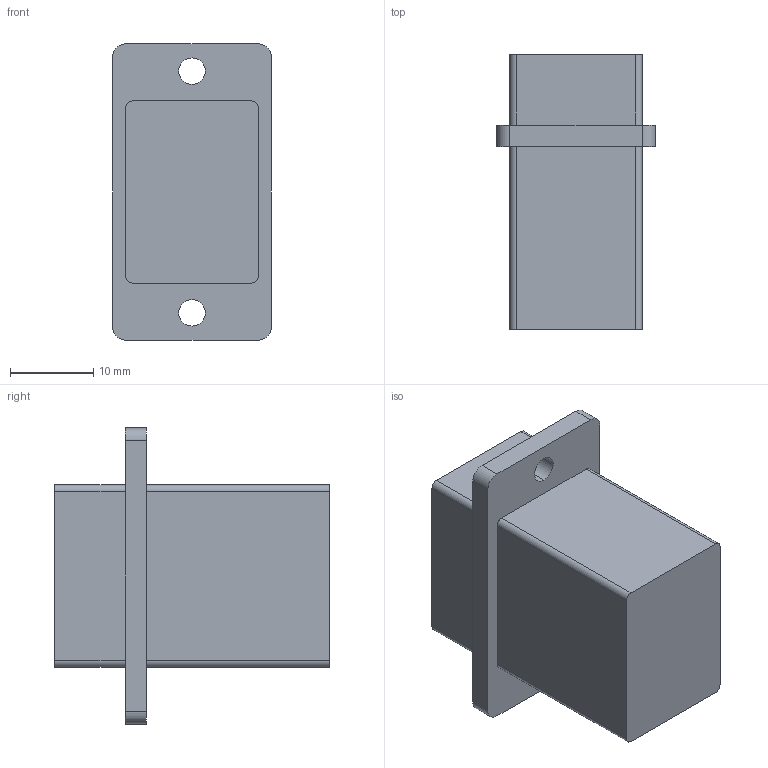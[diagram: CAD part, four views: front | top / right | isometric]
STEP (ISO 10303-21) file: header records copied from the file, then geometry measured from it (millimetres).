
FILE_DESCRIPTION (( 'STEP AP203' ), '1' );
FILE_NAME ('ECJ504-UB.STEP', '2010-12-14T15:07:49', ( 'x' ), ( 'Microsoft' ), 'SwSTEP 2.0', 'SolidWorks 2010', '' );
FILE_SCHEMA (( 'CONFIG_CONTROL_DESIGN' ));
Length unit declared in the file: inch
Products named in the file (1): ECJ504-UB
Bounding box: 19.05 x 33.02 x 35.56 mm (x, y, z)
Volume: 11675.1 mm3; surface area: 4465.4 mm2
Topology: 1 solids, 1 shells, 172 faces, 446 edges, 296 vertices
Faces by surface type: plane 114, cylinder 30, bspline 28
Entity records: 7909 total; most frequent: CARTESIAN_POINT 3735, ORIENTED_EDGE 892, DIRECTION 740, EDGE_CURVE 446, VECTOR 330, LINE 330, VERTEX_POINT 296, AXIS2_PLACEMENT_3D 205
